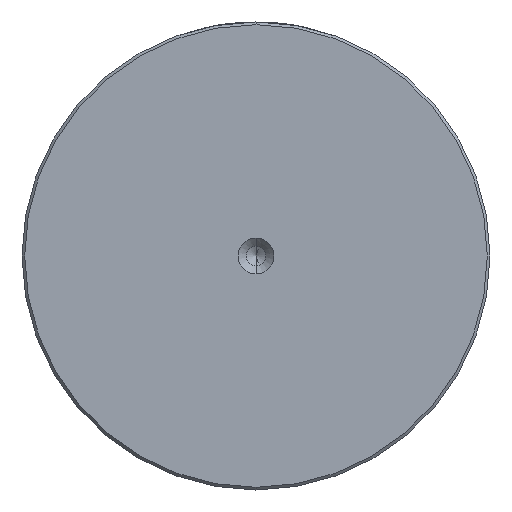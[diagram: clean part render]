
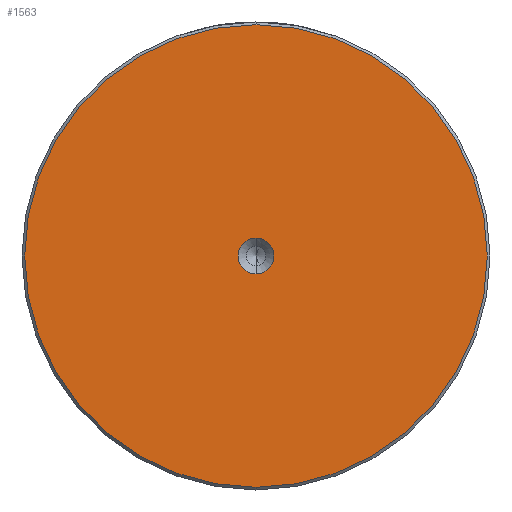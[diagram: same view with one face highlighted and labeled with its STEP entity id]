
A CAD part, left-side view. The second image highlights one B-rep face of the part: STEP entity #1563.
In plain terms, the highlighted planar face has unit normal (-1, 0, 0).
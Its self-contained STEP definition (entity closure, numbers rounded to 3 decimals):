
#22 = CIRCLE ( 'NONE', #840, 42.5 ) ;
#52 = DIRECTION ( 'NONE',  ( -1., 0., 0. ) ) ;
#192 = VERTEX_POINT ( 'NONE', #1875 ) ;
#196 = ORIENTED_EDGE ( 'NONE', *, *, #300, .T. ) ;
#261 = CARTESIAN_POINT ( 'NONE',  ( 0., 0., 0. ) ) ;
#300 = EDGE_CURVE ( 'NONE', #192, #2252, #609, .T. ) ;
#330 = FACE_OUTER_BOUND ( 'NONE', #1548, .T. ) ;
#523 = DIRECTION ( 'NONE',  ( 0., 0., 1. ) ) ;
#609 = CIRCLE ( 'NONE', #1664, 42.5 ) ;
#788 = CARTESIAN_POINT ( 'NONE',  ( 0., 0., 0. ) ) ;
#840 = AXIS2_PLACEMENT_3D ( 'NONE', #1549, #52, #1794 ) ;
#870 = VERTEX_POINT ( 'NONE', #2187 ) ;
#907 = CIRCLE ( 'NONE', #975, 3.3 ) ;
#959 = DIRECTION ( 'NONE',  ( 0., 0., 1. ) ) ;
#967 = EDGE_LOOP ( 'NONE', ( #1708, #1983 ) ) ;
#975 = AXIS2_PLACEMENT_3D ( 'NONE', #788, #2532, #1037 ) ;
#1037 = DIRECTION ( 'NONE',  ( 0., 0., 1. ) ) ;
#1193 = DIRECTION ( 'NONE',  ( -1., 0., 0. ) ) ;
#1209 = CARTESIAN_POINT ( 'NONE',  ( 0., 0., 0. ) ) ;
#1236 = FACE_BOUND ( 'NONE', #967, .T. ) ;
#1548 = EDGE_LOOP ( 'NONE', ( #196, #2552 ) ) ;
#1549 = CARTESIAN_POINT ( 'NONE',  ( 0., 0., 0. ) ) ;
#1563 = ADVANCED_FACE ( 'NONE', ( #330, #1236 ), #2154, .T. ) ;
#1664 = AXIS2_PLACEMENT_3D ( 'NONE', #1209, #1193, #959 ) ;
#1678 = CARTESIAN_POINT ( 'NONE',  ( 0., 0., 42.5 ) ) ;
#1685 = EDGE_CURVE ( 'NONE', #2252, #192, #22, .T. ) ;
#1708 = ORIENTED_EDGE ( 'NONE', *, *, #2308, .F. ) ;
#1794 = DIRECTION ( 'NONE',  ( 0., 0., 1. ) ) ;
#1875 = CARTESIAN_POINT ( 'NONE',  ( 0., 0., -42.5 ) ) ;
#1914 = CARTESIAN_POINT ( 'NONE',  ( 0., 0., 0. ) ) ;
#1923 = CARTESIAN_POINT ( 'NONE',  ( 0., 0., -3.3 ) ) ;
#1978 = CIRCLE ( 'NONE', #2728, 3.3 ) ;
#1983 = ORIENTED_EDGE ( 'NONE', *, *, #2509, .F. ) ;
#2004 = DIRECTION ( 'NONE',  ( -1., 0., 0. ) ) ;
#2154 = PLANE ( 'NONE',  #2908 ) ;
#2167 = VERTEX_POINT ( 'NONE', #1923 ) ;
#2187 = CARTESIAN_POINT ( 'NONE',  ( 0., 0., 3.3 ) ) ;
#2252 = VERTEX_POINT ( 'NONE', #1678 ) ;
#2308 = EDGE_CURVE ( 'NONE', #870, #2167, #1978, .T. ) ;
#2407 = DIRECTION ( 'NONE',  ( 0., 0., 1. ) ) ;
#2509 = EDGE_CURVE ( 'NONE', #2167, #870, #907, .T. ) ;
#2532 = DIRECTION ( 'NONE',  ( -1., 0., 0. ) ) ;
#2552 = ORIENTED_EDGE ( 'NONE', *, *, #1685, .T. ) ;
#2645 = DIRECTION ( 'NONE',  ( -1., 0., 0. ) ) ;
#2728 = AXIS2_PLACEMENT_3D ( 'NONE', #261, #2004, #523 ) ;
#2908 = AXIS2_PLACEMENT_3D ( 'NONE', #1914, #2645, #2407 ) ;
